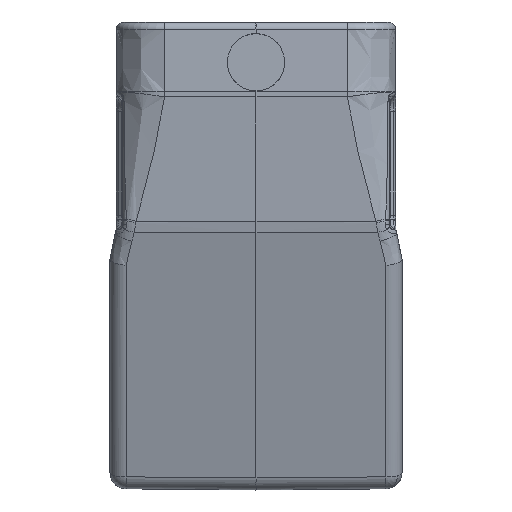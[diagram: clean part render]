
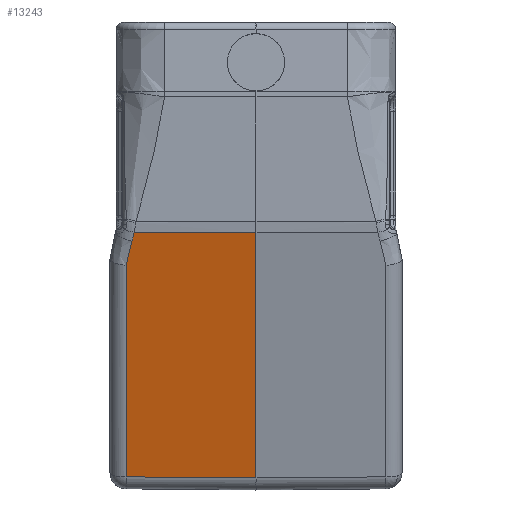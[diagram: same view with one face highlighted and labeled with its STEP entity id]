
A CAD part, left-side view. The second image highlights one B-rep face of the part: STEP entity #13243.
In plain terms, the highlighted planar face has unit normal (-0.966, 0.009, -0.259).
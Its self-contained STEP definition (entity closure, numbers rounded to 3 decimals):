
#821=CARTESIAN_POINT('',(-34.58,0.,
-32.345));
#823=CARTESIAN_POINT('',(-33.046,20.022,-37.395));
#824=CARTESIAN_POINT('',(-33.148,19.948,-37.018));
#825=CARTESIAN_POINT('',(-33.335,19.806,-36.322));
#826=CARTESIAN_POINT('',(-33.511,19.661,-35.671));
#827=CARTESIAN_POINT('',(-33.755,19.436,-34.769));
#828=CARTESIAN_POINT('',(-33.946,19.231,-34.063));
#829=CARTESIAN_POINT('',(-34.05,19.115,-33.678));
#831=DIRECTION('',(-0.009,-1.,-0.002));
#832=VECTOR('',#831,18.768);
#833=CARTESIAN_POINT('',(-34.418,18.767,-32.316));
#834=LINE('',#833,#832);
#835=DIRECTION('',(0.259,0.,-0.966));
#836=VECTOR('',#835,39.136);
#837=CARTESIAN_POINT('',(-34.58,0.,
-32.345));
#838=LINE('',#837,#836);
#839=DIRECTION('',(0.007,1.,0.009));
#840=VECTOR('',#839,20.023);
#841=CARTESIAN_POINT('',(-24.451,0.,
-70.147));
#842=LINE('',#841,#840);
#853=DIRECTION('',(0.259,0.,-0.966));
#854=VECTOR('',#853,33.727);
#855=CARTESIAN_POINT('',(-33.046,20.022,-37.395));
#856=LINE('',#855,#854);
#4996=CARTESIAN_POINT('',(-34.418,18.767,
-32.316));
#4997=CARTESIAN_POINT('',(-34.397,18.787,
-32.393));
#4998=CARTESIAN_POINT('',(-34.342,18.839,
-32.6));
#4999=CARTESIAN_POINT('',(-34.159,18.999,
-33.275));
#5000=CARTESIAN_POINT('',(-34.085,19.077,
-33.55));
#5001=CARTESIAN_POINT('',(-34.05,19.115,
-33.678));
#9151=VERTEX_POINT('',#821);
#9152=CARTESIAN_POINT('',(-34.418,18.767,
-32.316));
#9153=VERTEX_POINT('',#9152);
#9156=CARTESIAN_POINT('',(-33.046,20.022,
-37.395));
#9157=CARTESIAN_POINT('',(-24.317,20.022,
-69.972));
#9158=VERTEX_POINT('',#9156);
#9159=VERTEX_POINT('',#9157);
#9160=VERTEX_POINT('',#829);
#9161=CARTESIAN_POINT('',(-24.451,0.,
-70.147));
#9162=VERTEX_POINT('',#9161);
#13225=CARTESIAN_POINT('',(-23.955,0.,-72.));
#13226=DIRECTION('',(-0.966,0.009,-0.259));
#13227=DIRECTION('',(-0.259,0.,0.966));
#13228=AXIS2_PLACEMENT_3D('',#13225,#13226,#13227);
#13229=PLANE('',#13228);
#13231=ORIENTED_EDGE('',*,*,#13230,.F.);
#13233=ORIENTED_EDGE('',*,*,#13232,.T.);
#13235=ORIENTED_EDGE('',*,*,#13234,.F.);
#13236=ORIENTED_EDGE('',*,*,#13213,.T.);
#13238=ORIENTED_EDGE('',*,*,#13237,.T.);
#13240=ORIENTED_EDGE('',*,*,#13239,.T.);
#13241=EDGE_LOOP('',(#13231,#13233,#13235,#13236,#13238,#13240));
#13242=FACE_OUTER_BOUND('',#13241,.F.);
#13243=ADVANCED_FACE('',(#13242),#13229,.T.);
#830=B_SPLINE_CURVE_WITH_KNOTS('',3,(#823,#824,#825,#826,#827,#828,#829),
.UNSPECIFIED.,.F.,.F.,(4,1,1,1,4),(0.,0.25,0.5,0.75,1.),
.UNSPECIFIED.);
#5002=B_SPLINE_CURVE_WITH_KNOTS('',3,(#4996,#4997,#4998,#4999,#5000,#5001),
.UNSPECIFIED.,.F.,.F.,(4,1,1,4),(0.,0.333,0.667,1.),
.UNSPECIFIED.);
#13213=EDGE_CURVE('',#9153,#9151,#834,.T.);
#13230=EDGE_CURVE('',#9158,#9159,#856,.T.);
#13232=EDGE_CURVE('',#9158,#9160,#830,.T.);
#13234=EDGE_CURVE('',#9153,#9160,#5002,.T.);
#13237=EDGE_CURVE('',#9151,#9162,#838,.T.);
#13239=EDGE_CURVE('',#9162,#9159,#842,.T.);
